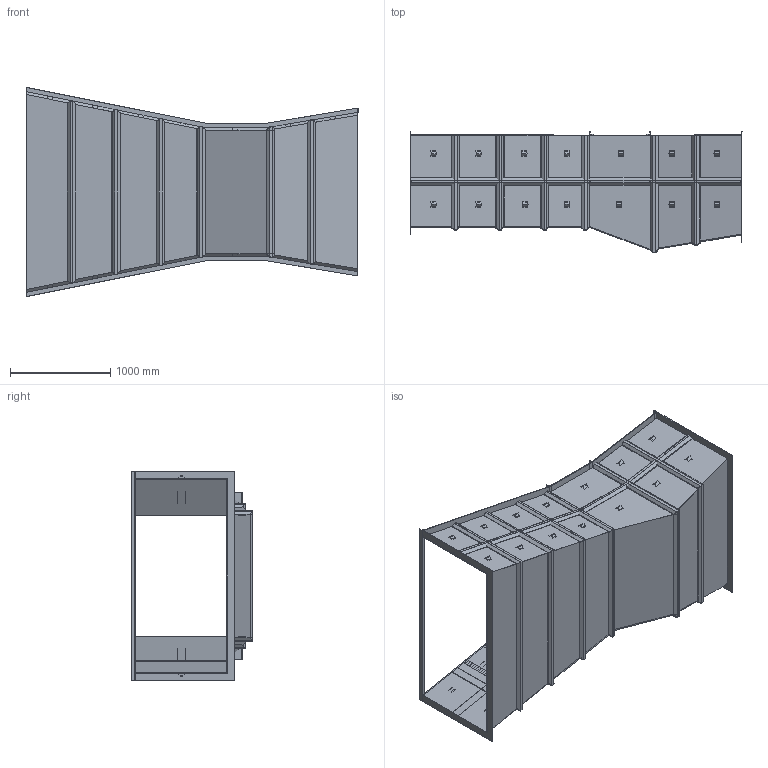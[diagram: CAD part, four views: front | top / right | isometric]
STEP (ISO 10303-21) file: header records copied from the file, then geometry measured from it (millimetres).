
FILE_DESCRIPTION (( 'STEP AP214' ), '1' );
FILE_NAME ('48in Parshall flume Assem1 no options.STEP', '2020-08-17T17:21:25', ( '' ), ( '' ), 'SwSTEP 2.0', 'SolidWorks 2020', '' );
FILE_SCHEMA (( 'AUTOMOTIVE_DESIGN' ));
Length unit declared in the file: inch
Products named in the file (5): Parshal Flume_48 inch; 48in Parshall flume Assem1 no options; 48 MirrorAngle bracket; 48 Angle bracket; Parshall Staff Gauge 48in long parshall staff gauge_English Staff Gauge - 36"
Assembly tree (30 placements, depth 2):
  48in Parshall flume Assem1 no options
    48 Angle bracket  x27
    48 MirrorAngle bracket
    Parshal Flume_48 inch
    Parshall Staff Gauge 48in long parshall staff gauge_English Staff Gauge - 36"
Bounding box: 3317.88 x 1213.51 x 2092.17 mm (x, y, z)
Volume: 91272330.5 mm3; surface area: 36867287.5 mm2
Topology: 59 solids, 59 shells, 670 faces, 1650 edges, 1098 vertices
Faces by surface type: plane 662, cylinder 8
Entity records: 15772 total; most frequent: CARTESIAN_POINT 2487, ORIENTED_EDGE 2364, DIRECTION 2172, EDGE_CURVE 1182, VECTOR 1166, LINE 1166, VERTEX_POINT 786, EDGE_LOOP 512
